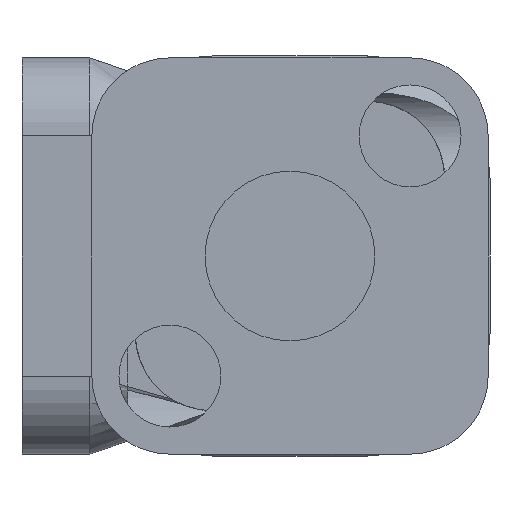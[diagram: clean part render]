
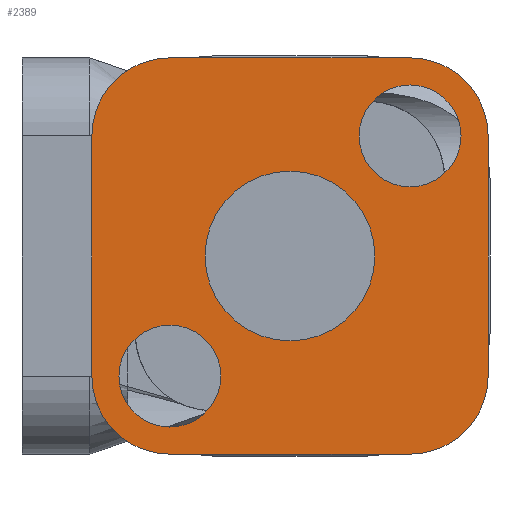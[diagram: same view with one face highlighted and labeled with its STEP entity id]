
A CAD part, front view. The second image highlights one B-rep face of the part: STEP entity #2389.
In plain terms, the highlighted planar face has unit normal (0, -1, 0).
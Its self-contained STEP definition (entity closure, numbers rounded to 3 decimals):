
#85=FACE_BOUND('',#379,.T.);
#86=FACE_BOUND('',#380,.T.);
#87=FACE_BOUND('',#381,.T.);
#135=PLANE('',#2618);
#237=FACE_OUTER_BOUND('',#378,.T.);
#378=EDGE_LOOP('',(#1910,#1911,#1912,#1913,#1914,#1915,#1916,#1917));
#379=EDGE_LOOP('',(#1918));
#380=EDGE_LOOP('',(#1919));
#381=EDGE_LOOP('',(#1920));
#574=LINE('',#4180,#782);
#577=LINE('',#4188,#785);
#580=LINE('',#4196,#788);
#583=LINE('',#4203,#791);
#782=VECTOR('',#3109,10.);
#785=VECTOR('',#3118,10.);
#788=VECTOR('',#3127,10.);
#791=VECTOR('',#3136,10.);
#908=CIRCLE('',#2571,2.25);
#925=CIRCLE('',#2599,1.35);
#926=CIRCLE('',#2601,1.35);
#931=CIRCLE('',#2607,2.068);
#932=CIRCLE('',#2610,2.068);
#933=CIRCLE('',#2613,2.068);
#934=CIRCLE('',#2616,2.068);
#1067=VERTEX_POINT('',#3697);
#1103=VERTEX_POINT('',#3986);
#1104=VERTEX_POINT('',#3990);
#1111=VERTEX_POINT('',#4173);
#1112=VERTEX_POINT('',#4175);
#1113=VERTEX_POINT('',#4179);
#1114=VERTEX_POINT('',#4183);
#1115=VERTEX_POINT('',#4187);
#1116=VERTEX_POINT('',#4191);
#1117=VERTEX_POINT('',#4195);
#1118=VERTEX_POINT('',#4199);
#1334=EDGE_CURVE('',#1067,#1067,#908,.T.);
#1382=EDGE_CURVE('',#1103,#1103,#925,.T.);
#1384=EDGE_CURVE('',#1104,#1104,#926,.T.);
#1396=EDGE_CURVE('',#1112,#1111,#931,.T.);
#1398=EDGE_CURVE('',#1113,#1112,#574,.T.);
#1400=EDGE_CURVE('',#1114,#1113,#932,.T.);
#1402=EDGE_CURVE('',#1115,#1114,#577,.T.);
#1404=EDGE_CURVE('',#1116,#1115,#933,.T.);
#1406=EDGE_CURVE('',#1117,#1116,#580,.T.);
#1408=EDGE_CURVE('',#1118,#1117,#934,.T.);
#1410=EDGE_CURVE('',#1111,#1118,#583,.T.);
#1910=ORIENTED_EDGE('',*,*,#1410,.T.);
#1911=ORIENTED_EDGE('',*,*,#1408,.T.);
#1912=ORIENTED_EDGE('',*,*,#1406,.T.);
#1913=ORIENTED_EDGE('',*,*,#1404,.T.);
#1914=ORIENTED_EDGE('',*,*,#1402,.T.);
#1915=ORIENTED_EDGE('',*,*,#1400,.T.);
#1916=ORIENTED_EDGE('',*,*,#1398,.T.);
#1917=ORIENTED_EDGE('',*,*,#1396,.T.);
#1918=ORIENTED_EDGE('',*,*,#1334,.T.);
#1919=ORIENTED_EDGE('',*,*,#1382,.T.);
#1920=ORIENTED_EDGE('',*,*,#1384,.T.);
#2389=ADVANCED_FACE('',(#237,#85,#86,#87),#135,.T.);
#2571=AXIS2_PLACEMENT_3D('',#3698,#3003,#3004);
#2599=AXIS2_PLACEMENT_3D('',#3988,#3082,#3083);
#2601=AXIS2_PLACEMENT_3D('',#3992,#3087,#3088);
#2607=AXIS2_PLACEMENT_3D('',#4176,#3104,#3105);
#2610=AXIS2_PLACEMENT_3D('',#4184,#3113,#3114);
#2613=AXIS2_PLACEMENT_3D('',#4192,#3122,#3123);
#2616=AXIS2_PLACEMENT_3D('',#4200,#3131,#3132);
#2618=AXIS2_PLACEMENT_3D('',#4204,#3137,#3138);
#3003=DIRECTION('center_axis',(0.,1.,0.));
#3004=DIRECTION('ref_axis',(1.,0.,0.));
#3082=DIRECTION('center_axis',(0.,1.,0.));
#3083=DIRECTION('ref_axis',(1.,0.,0.));
#3087=DIRECTION('center_axis',(0.,1.,0.));
#3088=DIRECTION('ref_axis',(1.,0.,0.));
#3104=DIRECTION('center_axis',(0.,-1.,0.));
#3105=DIRECTION('ref_axis',(1.,0.,0.));
#3109=DIRECTION('',(0.,0.,-1.));
#3113=DIRECTION('center_axis',(0.,-1.,0.));
#3114=DIRECTION('ref_axis',(1.,0.,0.));
#3118=DIRECTION('',(-1.,0.,0.));
#3122=DIRECTION('center_axis',(0.,-1.,0.));
#3123=DIRECTION('ref_axis',(1.,0.,0.));
#3127=DIRECTION('',(0.,0.,1.));
#3131=DIRECTION('center_axis',(0.,-1.,0.));
#3132=DIRECTION('ref_axis',(1.,0.,0.));
#3136=DIRECTION('',(1.,0.,0.));
#3137=DIRECTION('center_axis',(0.,-1.,0.));
#3138=DIRECTION('ref_axis',(1.,0.,0.));
#3697=CARTESIAN_POINT('',(-2.25,-46.25,0.));
#3698=CARTESIAN_POINT('Origin',(0.,-46.25,0.));
#3986=CARTESIAN_POINT('',(-4.532,-46.25,-3.182));
#3988=CARTESIAN_POINT('Origin',(-3.182,-46.25,-3.182));
#3990=CARTESIAN_POINT('',(1.832,-46.25,3.182));
#3992=CARTESIAN_POINT('Origin',(3.182,-46.25,3.182));
#4173=CARTESIAN_POINT('',(-3.182,-46.25,-5.25));
#4175=CARTESIAN_POINT('',(-5.25,-46.25,-3.182));
#4176=CARTESIAN_POINT('Origin',(-3.182,-46.25,-3.182));
#4179=CARTESIAN_POINT('',(-5.25,-46.25,3.182));
#4180=CARTESIAN_POINT('',(-5.25,-46.25,5.25));
#4183=CARTESIAN_POINT('',(-3.182,-46.25,5.25));
#4184=CARTESIAN_POINT('Origin',(-3.182,-46.25,3.182));
#4187=CARTESIAN_POINT('',(3.182,-46.25,5.25));
#4188=CARTESIAN_POINT('',(5.25,-46.25,5.25));
#4191=CARTESIAN_POINT('',(5.25,-46.25,3.182));
#4192=CARTESIAN_POINT('Origin',(3.182,-46.25,3.182));
#4195=CARTESIAN_POINT('',(5.25,-46.25,-3.182));
#4196=CARTESIAN_POINT('',(5.25,-46.25,-5.25));
#4199=CARTESIAN_POINT('',(3.182,-46.25,-5.25));
#4200=CARTESIAN_POINT('Origin',(3.182,-46.25,-3.182));
#4203=CARTESIAN_POINT('',(-5.25,-46.25,-5.25));
#4204=CARTESIAN_POINT('Origin',(0.,-46.25,0.));
